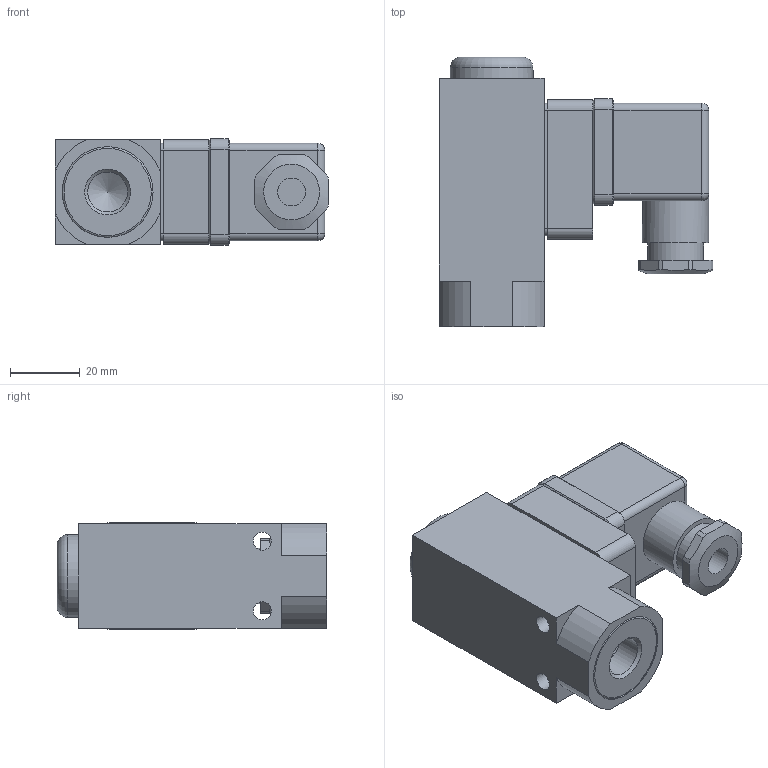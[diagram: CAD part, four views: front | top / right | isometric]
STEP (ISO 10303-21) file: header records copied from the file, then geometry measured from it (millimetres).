
FILE_DESCRIPTION(/* description */ ('STEP AP214'),/* implementation_level */ '2;1');
FILE_NAME(/* name */ '10773_PEV-1_4-B',/* time_stamp */ '2024-09-13T18:19:17+02:00',/* author */ ('License CC BY-ND 4.0'),/* organization */ ('CADENAS'),/* preprocessor_version */ 'ST-DEVELOPER v19.3',/* originating_system */ 'PARTsolutions',/* authorisation */ ' ');
FILE_SCHEMA (('AUTOMOTIVE_DESIGN {1 0 10303 214 3 1 1}'));
Length unit declared in the file: millimetre
Products named in the file (3): 10773 PEV-1/4-B---(0_high); 10773 PEV-1/4-B---(high_h); 10773 PEV-1/4-B---(0_high_s)
Assembly tree (2 placements, depth 2):
  10773 PEV-1/4-B---(0_high)
    10773 PEV-1/4-B---(high_h)
    10773 PEV-1/4-B---(0_high_s)
Bounding box: 78.32 x 77.3 x 30.5 mm (x, y, z)
Volume: 108932.6 mm3; surface area: 24098.2 mm2
Topology: 2 solids, 2 shells, 339 faces, 880 edges, 571 vertices
Faces by surface type: plane 240, cylinder 71, cone 17, sphere 6, torus 5
Full cylindrical faces by diameter (mm): 1.65 x4, 2.459 x1, 3 x1, 5 x1, 5.2 x2, 5.6 x1, 6 x3, 8 x1, 11.445 x1, 16 x1, 19 x1, 26 x1
Entity records: 11697 total; most frequent: CARTESIAN_POINT 1784, DIRECTION 1693, ORIENTED_EDGE 1666, EDGE_CURVE 833, LINE 629, VECTOR 629, VERTEX_POINT 561, AXIS2_PLACEMENT_3D 532
